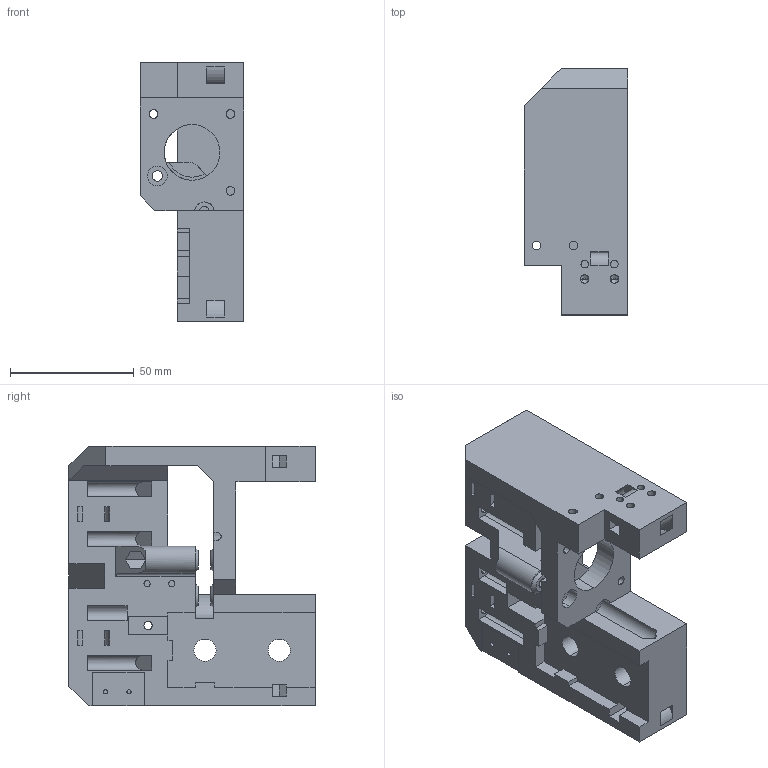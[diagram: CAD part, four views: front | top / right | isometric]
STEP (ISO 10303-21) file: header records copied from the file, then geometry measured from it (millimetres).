
FILE_DESCRIPTION (( 'STEP AP214' ), '1' );
FILE_NAME ('OA-Y20-P03-01.STEP', '2018-10-10T05:46:35', ( '' ), ( '' ), 'SwSTEP 2.0', 'SolidWorks 2014', '' );
FILE_SCHEMA (( 'AUTOMOTIVE_DESIGN' ));
Length unit declared in the file: millimetre
Products named in the file (1): OA-Y20-P03-01
Bounding box: 42 x 99.5 x 105 mm (x, y, z)
Volume: 201417.1 mm3; surface area: 49037.6 mm2
Topology: 1 solids, 1 shells, 336 faces, 895 edges, 584 vertices
Faces by surface type: plane 196, cylinder 122, cone 18
Entity records: 10599 total; most frequent: CARTESIAN_POINT 1882, DIRECTION 1818, ORIENTED_EDGE 1774, EDGE_CURVE 887, VECTOR 606, LINE 606, AXIS2_PLACEMENT_3D 606, VERTEX_POINT 584
